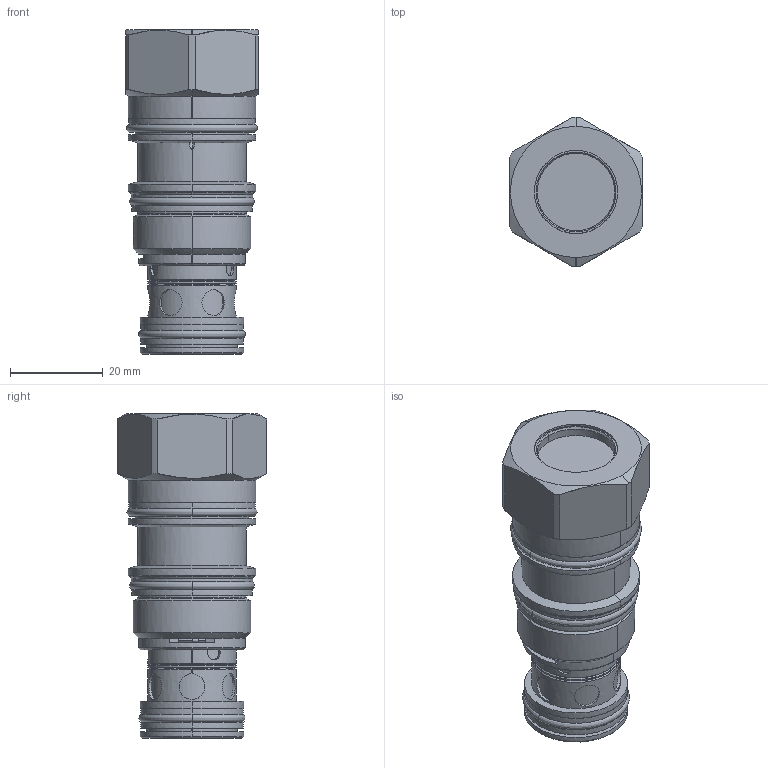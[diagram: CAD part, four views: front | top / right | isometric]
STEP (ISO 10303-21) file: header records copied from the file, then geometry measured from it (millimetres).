
FILE_DESCRIPTION((''),'2;1');
FILE_NAME('LOFA8DN_SW_PRT','2019-11-06T',('charlief'),(''),'PRO/ENGINEER BY PARAMETRIC TECHNOLOGY CORPORATION, 2016010','PRO/ENGINEER BY PARAMETRIC TECHNOLOGY CORPORATION, 2016010','');
FILE_SCHEMA(('CONFIG_CONTROL_DESIGN'));
Length unit declared in the file: inch
Products named in the file (1): LOFA8DN_SW_PRT
Bounding box: 28.57 x 32.21 x 69.85 mm (x, y, z)
Surface area: 11935.6 mm2 (no closed solid volume)
Topology: 0 solids, 0 shells, 207 faces, 936 edges, 920 vertices
Faces by surface type: bspline 180, torus 27
Entity records: 36196 total; most frequent: CARTESIAN_POINT 28004, DIRECTION 1322, TRIMMED_CURVE 1040, DEFINITIONAL_REPRESENTATION 904, PCURVE 904, COMPOSITE_CURVE_SEGMENT 904, VECTOR 812, LINE 812
